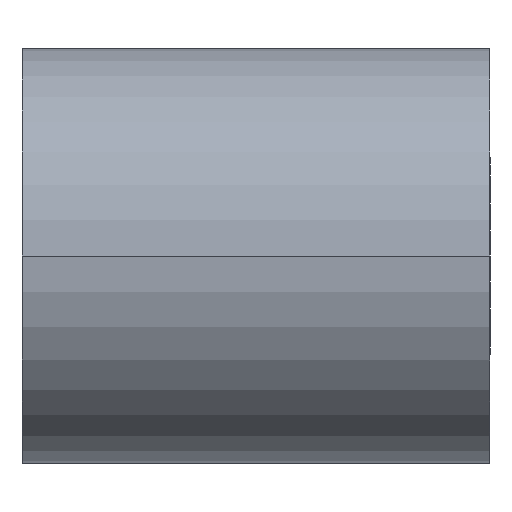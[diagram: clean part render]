
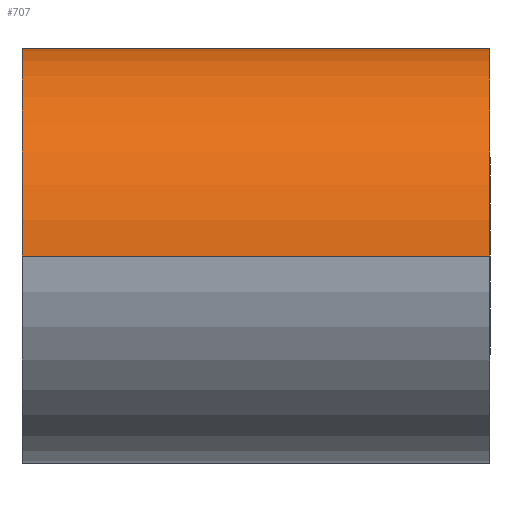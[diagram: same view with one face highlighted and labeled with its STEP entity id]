
A CAD part, left-side view. The second image highlights one B-rep face of the part: STEP entity #707.
In plain terms, the highlighted cylindrical face has radius 4 mm (diameter 8 mm), a partial arc.
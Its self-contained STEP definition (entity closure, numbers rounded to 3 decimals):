
#1 = VERTEX_POINT ( 'NONE', #331 ) ;
#54 = DIRECTION ( 'NONE',  ( 1., 0., 0. ) ) ;
#79 = ORIENTED_EDGE ( 'NONE', *, *, #732, .F. ) ;
#91 = DIRECTION ( 'NONE',  ( 0., 1., 0. ) ) ;
#104 = DIRECTION ( 'NONE',  ( 0., -1., 0. ) ) ;
#106 = VECTOR ( 'NONE', #580, 1000. ) ;
#115 = CARTESIAN_POINT ( 'NONE',  ( -11., -4.5, 0. ) ) ;
#119 = EDGE_CURVE ( 'NONE', #261, #146, #404, .T. ) ;
#146 = VERTEX_POINT ( 'NONE', #234 ) ;
#161 = FACE_OUTER_BOUND ( 'NONE', #539, .T. ) ;
#185 = AXIS2_PLACEMENT_3D ( 'NONE', #602, #91, #471 ) ;
#186 = VERTEX_POINT ( 'NONE', #307 ) ;
#200 = CARTESIAN_POINT ( 'NONE',  ( -15., -4.5, 0. ) ) ;
#223 = ORIENTED_EDGE ( 'NONE', *, *, #270, .F. ) ;
#234 = CARTESIAN_POINT ( 'NONE',  ( -15., 4.5, 0. ) ) ;
#259 = ORIENTED_EDGE ( 'NONE', *, *, #322, .F. ) ;
#261 = VERTEX_POINT ( 'NONE', #200 ) ;
#270 = EDGE_CURVE ( 'NONE', #146, #1, #553, .T. ) ;
#307 = CARTESIAN_POINT ( 'NONE',  ( -11., -4.5, 4. ) ) ;
#322 = EDGE_CURVE ( 'NONE', #186, #261, #529, .T. ) ;
#331 = CARTESIAN_POINT ( 'NONE',  ( -11., 4.5, 4. ) ) ;
#376 = DIRECTION ( 'NONE',  ( 0., 0., -1. ) ) ;
#404 = LINE ( 'NONE', #705, #106 ) ;
#422 = LINE ( 'NONE', #668, #522 ) ;
#450 = ORIENTED_EDGE ( 'NONE', *, *, #119, .F. ) ;
#471 = DIRECTION ( 'NONE',  ( -1., 0., 0. ) ) ;
#490 = DIRECTION ( 'NONE',  ( 0., -1., 0. ) ) ;
#522 = VECTOR ( 'NONE', #104, 1000. ) ;
#529 = CIRCLE ( 'NONE', #699, 4. ) ;
#539 = EDGE_LOOP ( 'NONE', ( #79, #223, #450, #259 ) ) ;
#553 = CIRCLE ( 'NONE', #185, 4. ) ;
#556 = DIRECTION ( 'NONE',  ( 0., -1., 0. ) ) ;
#573 = AXIS2_PLACEMENT_3D ( 'NONE', #727, #490, #376 ) ;
#580 = DIRECTION ( 'NONE',  ( 0., 1., 0. ) ) ;
#602 = CARTESIAN_POINT ( 'NONE',  ( -11., 4.5, 0. ) ) ;
#668 = CARTESIAN_POINT ( 'NONE',  ( -11., 0., 4. ) ) ;
#673 = CYLINDRICAL_SURFACE ( 'NONE', #573, 4. ) ;
#699 = AXIS2_PLACEMENT_3D ( 'NONE', #115, #556, #54 ) ;
#705 = CARTESIAN_POINT ( 'NONE',  ( -15., -4.5, 0. ) ) ;
#707 = ADVANCED_FACE ( 'NONE', ( #161 ), #673, .T. ) ;
#727 = CARTESIAN_POINT ( 'NONE',  ( -11., 0., 0. ) ) ;
#732 = EDGE_CURVE ( 'NONE', #1, #186, #422, .T. ) ;
